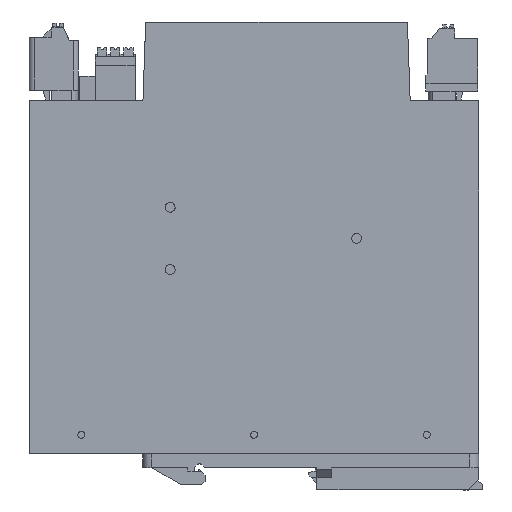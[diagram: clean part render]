
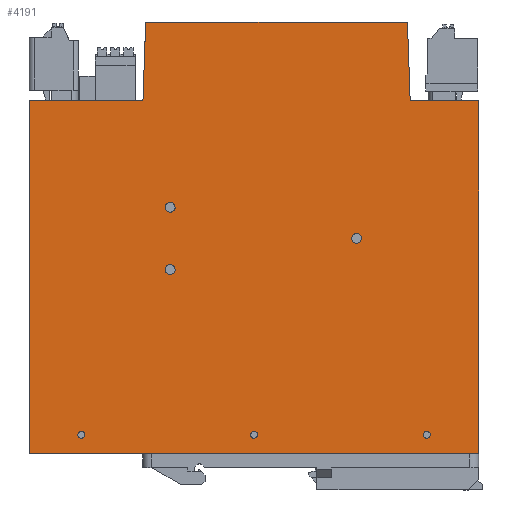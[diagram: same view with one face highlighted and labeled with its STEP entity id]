
A CAD part, left-side view. The second image highlights one B-rep face of the part: STEP entity #4191.
In plain terms, the highlighted planar face has unit normal (-1, 0, 0).
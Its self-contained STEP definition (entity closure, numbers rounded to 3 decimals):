
#4022=AXIS2_PLACEMENT_3D('Plane Axis2P3D',#4019,#4020,#4021) ;
#4085=AXIS2_PLACEMENT_3D('Circle Axis2P3D',#4083,#4084,$) ;
#4094=AXIS2_PLACEMENT_3D('Circle Axis2P3D',#4092,#4093,$) ;
#4103=AXIS2_PLACEMENT_3D('Circle Axis2P3D',#4101,#4102,$) ;
#4112=AXIS2_PLACEMENT_3D('Circle Axis2P3D',#4110,#4111,$) ;
#4121=AXIS2_PLACEMENT_3D('Circle Axis2P3D',#4119,#4120,$) ;
#4130=AXIS2_PLACEMENT_3D('Circle Axis2P3D',#4128,#4129,$) ;
#4139=AXIS2_PLACEMENT_3D('Circle Axis2P3D',#4137,#4138,$) ;
#4148=AXIS2_PLACEMENT_3D('Circle Axis2P3D',#4146,#4147,$) ;
#4157=AXIS2_PLACEMENT_3D('Circle Axis2P3D',#4155,#4156,$) ;
#4166=AXIS2_PLACEMENT_3D('Circle Axis2P3D',#4164,#4165,$) ;
#4175=AXIS2_PLACEMENT_3D('Circle Axis2P3D',#4173,#4174,$) ;
#4184=AXIS2_PLACEMENT_3D('Circle Axis2P3D',#4182,#4183,$) ;
#36=CARTESIAN_POINT('Line Origine',(0.,66.2,10.5)) ;
#40=CARTESIAN_POINT('Vertex',(0.,131.2,10.5)) ;
#42=CARTESIAN_POINT('Vertex',(0.,1.2,10.5)) ;
#149=CARTESIAN_POINT('Vertex',(0.,1.2,112.7)) ;
#152=CARTESIAN_POINT('Line Origine',(0.,1.2,61.6)) ;
#1955=CARTESIAN_POINT('Line Origine',(0.,131.2,61.6)) ;
#1959=CARTESIAN_POINT('Vertex',(0.,131.2,112.7)) ;
#4019=CARTESIAN_POINT('Axis2P3D Location',(0.,66.2,72.4)) ;
#4024=CARTESIAN_POINT('Line Origine',(0.,59.7,135.5)) ;
#4028=CARTESIAN_POINT('Vertex',(0.,97.59,135.5)) ;
#4030=CARTESIAN_POINT('Vertex',(0.,21.81,135.5)) ;
#4033=CARTESIAN_POINT('Line Origine',(0.,97.59,135.45)) ;
#4037=CARTESIAN_POINT('Vertex',(0.,97.59,135.4)) ;
#4040=CARTESIAN_POINT('Line Origine',(0.,97.591,135.4)) ;
#4044=CARTESIAN_POINT('Vertex',(0.,97.593,135.4)) ;
#4047=CARTESIAN_POINT('Line Origine',(0.,97.989,124.05)) ;
#4051=CARTESIAN_POINT('Vertex',(0.,98.386,112.7)) ;
#4054=CARTESIAN_POINT('Line Origine',(0.,114.793,112.7)) ;
#4059=CARTESIAN_POINT('Line Origine',(0.,11.107,112.7)) ;
#4063=CARTESIAN_POINT('Vertex',(0.,21.014,112.7)) ;
#4066=CARTESIAN_POINT('Line Origine',(0.,21.412,124.1)) ;
#4083=CARTESIAN_POINT('Axis2P3D Location',(0.,16.2,16.)) ;
#4087=CARTESIAN_POINT('Vertex',(0.,15.717,16.883)) ;
#4089=CARTESIAN_POINT('Vertex',(0.,16.683,15.117)) ;
#4092=CARTESIAN_POINT('Axis2P3D Location',(0.,16.2,16.)) ;
#4101=CARTESIAN_POINT('Axis2P3D Location',(0.,116.2,16.)) ;
#4105=CARTESIAN_POINT('Vertex',(0.,115.717,16.883)) ;
#4107=CARTESIAN_POINT('Vertex',(0.,116.683,15.117)) ;
#4110=CARTESIAN_POINT('Axis2P3D Location',(0.,116.2,16.)) ;
#4119=CARTESIAN_POINT('Axis2P3D Location',(0.,36.5,72.85)) ;
#4123=CARTESIAN_POINT('Vertex',(0.,35.817,74.101)) ;
#4125=CARTESIAN_POINT('Vertex',(0.,37.183,71.599)) ;
#4128=CARTESIAN_POINT('Axis2P3D Location',(0.,36.5,72.85)) ;
#4137=CARTESIAN_POINT('Axis2P3D Location',(0.,90.5,63.85)) ;
#4141=CARTESIAN_POINT('Vertex',(0.,91.183,62.599)) ;
#4143=CARTESIAN_POINT('Vertex',(0.,89.817,65.101)) ;
#4146=CARTESIAN_POINT('Axis2P3D Location',(0.,90.5,63.85)) ;
#4155=CARTESIAN_POINT('Axis2P3D Location',(0.,66.2,16.)) ;
#4159=CARTESIAN_POINT('Vertex',(0.,66.683,15.117)) ;
#4161=CARTESIAN_POINT('Vertex',(0.,65.717,16.883)) ;
#4164=CARTESIAN_POINT('Axis2P3D Location',(0.,66.2,16.)) ;
#4173=CARTESIAN_POINT('Axis2P3D Location',(0.,90.5,81.85)) ;
#4177=CARTESIAN_POINT('Vertex',(0.,89.817,83.101)) ;
#4179=CARTESIAN_POINT('Vertex',(0.,91.183,80.599)) ;
#4182=CARTESIAN_POINT('Axis2P3D Location',(0.,90.5,81.85)) ;
#37=DIRECTION('Vector Direction',(0.,-1.,0.)) ;
#153=DIRECTION('Vector Direction',(0.,0.,-1.)) ;
#1956=DIRECTION('Vector Direction',(0.,0.,1.)) ;
#4020=DIRECTION('Axis2P3D Direction',(1.,-0.,0.)) ;
#4021=DIRECTION('Axis2P3D XDirection',(0.,0.,-1.)) ;
#4025=DIRECTION('Vector Direction',(0.,-1.,0.)) ;
#4034=DIRECTION('Vector Direction',(0.,0.,-1.)) ;
#4041=DIRECTION('Vector Direction',(0.,1.,0.)) ;
#4048=DIRECTION('Vector Direction',(0.,-0.035,0.999)) ;
#4055=DIRECTION('Vector Direction',(0.,-1.,0.)) ;
#4060=DIRECTION('Vector Direction',(0.,-1.,0.)) ;
#4067=DIRECTION('Vector Direction',(0.,-0.035,-0.999)) ;
#4084=DIRECTION('Axis2P3D Direction',(1.,-0.,0.)) ;
#4093=DIRECTION('Axis2P3D Direction',(1.,-0.,0.)) ;
#4102=DIRECTION('Axis2P3D Direction',(1.,-0.,0.)) ;
#4111=DIRECTION('Axis2P3D Direction',(1.,-0.,0.)) ;
#4120=DIRECTION('Axis2P3D Direction',(1.,-0.,0.)) ;
#4129=DIRECTION('Axis2P3D Direction',(1.,-0.,0.)) ;
#4138=DIRECTION('Axis2P3D Direction',(1.,-0.,0.)) ;
#4147=DIRECTION('Axis2P3D Direction',(1.,-0.,0.)) ;
#4156=DIRECTION('Axis2P3D Direction',(1.,-0.,0.)) ;
#4165=DIRECTION('Axis2P3D Direction',(1.,-0.,0.)) ;
#4174=DIRECTION('Axis2P3D Direction',(1.,-0.,0.)) ;
#4183=DIRECTION('Axis2P3D Direction',(1.,-0.,0.)) ;
#38=VECTOR('Line Direction',#37,1.) ;
#154=VECTOR('Line Direction',#153,1.) ;
#1957=VECTOR('Line Direction',#1956,1.) ;
#4026=VECTOR('Line Direction',#4025,1.) ;
#4035=VECTOR('Line Direction',#4034,1.) ;
#4042=VECTOR('Line Direction',#4041,1.) ;
#4049=VECTOR('Line Direction',#4048,1.) ;
#4056=VECTOR('Line Direction',#4055,1.) ;
#4061=VECTOR('Line Direction',#4060,1.) ;
#4068=VECTOR('Line Direction',#4067,1.) ;
#4072=ORIENTED_EDGE('',*,*,#4032,.F.) ;
#4073=ORIENTED_EDGE('',*,*,#4039,.T.) ;
#4074=ORIENTED_EDGE('',*,*,#4046,.F.) ;
#4075=ORIENTED_EDGE('',*,*,#4053,.F.) ;
#4076=ORIENTED_EDGE('',*,*,#4058,.F.) ;
#4077=ORIENTED_EDGE('',*,*,#1961,.F.) ;
#4078=ORIENTED_EDGE('',*,*,#44,.T.) ;
#4079=ORIENTED_EDGE('',*,*,#156,.F.) ;
#4080=ORIENTED_EDGE('',*,*,#4065,.F.) ;
#4081=ORIENTED_EDGE('',*,*,#4070,.F.) ;
#4098=ORIENTED_EDGE('',*,*,#4091,.T.) ;
#4099=ORIENTED_EDGE('',*,*,#4096,.T.) ;
#4116=ORIENTED_EDGE('',*,*,#4109,.T.) ;
#4117=ORIENTED_EDGE('',*,*,#4114,.T.) ;
#4134=ORIENTED_EDGE('',*,*,#4127,.T.) ;
#4135=ORIENTED_EDGE('',*,*,#4132,.T.) ;
#4152=ORIENTED_EDGE('',*,*,#4145,.T.) ;
#4153=ORIENTED_EDGE('',*,*,#4150,.T.) ;
#4170=ORIENTED_EDGE('',*,*,#4163,.T.) ;
#4171=ORIENTED_EDGE('',*,*,#4168,.T.) ;
#4188=ORIENTED_EDGE('',*,*,#4181,.T.) ;
#4189=ORIENTED_EDGE('',*,*,#4186,.T.) ;
#4100=FACE_BOUND('',#4097,.T.) ;
#4118=FACE_BOUND('',#4115,.T.) ;
#4136=FACE_BOUND('',#4133,.T.) ;
#4154=FACE_BOUND('',#4151,.T.) ;
#4172=FACE_BOUND('',#4169,.T.) ;
#4190=FACE_BOUND('',#4187,.T.) ;
#4191=ADVANCED_FACE('STROMVERSORGUNG',(#4082,#4100,#4118,#4136,#4154,#4172,#4190),#4023,.F.) ;
#4086=CIRCLE('generated circle',#4085,1.007) ;
#4095=CIRCLE('generated circle',#4094,1.007) ;
#4104=CIRCLE('generated circle',#4103,1.007) ;
#4113=CIRCLE('generated circle',#4112,1.007) ;
#4122=CIRCLE('generated circle',#4121,1.425) ;
#4131=CIRCLE('generated circle',#4130,1.425) ;
#4140=CIRCLE('generated circle',#4139,1.425) ;
#4149=CIRCLE('generated circle',#4148,1.425) ;
#4158=CIRCLE('generated circle',#4157,1.007) ;
#4167=CIRCLE('generated circle',#4166,1.007) ;
#4176=CIRCLE('generated circle',#4175,1.425) ;
#4185=CIRCLE('generated circle',#4184,1.425) ;
#44=EDGE_CURVE('',#41,#43,#39,.T.) ;
#156=EDGE_CURVE('',#150,#43,#155,.T.) ;
#1961=EDGE_CURVE('',#41,#1960,#1958,.T.) ;
#4032=EDGE_CURVE('',#4029,#4031,#4027,.T.) ;
#4039=EDGE_CURVE('',#4029,#4038,#4036,.T.) ;
#4046=EDGE_CURVE('',#4045,#4038,#4043,.F.) ;
#4053=EDGE_CURVE('',#4052,#4045,#4050,.T.) ;
#4058=EDGE_CURVE('',#1960,#4052,#4057,.T.) ;
#4065=EDGE_CURVE('',#4064,#150,#4062,.T.) ;
#4070=EDGE_CURVE('',#4031,#4064,#4069,.T.) ;
#4091=EDGE_CURVE('',#4088,#4090,#4086,.T.) ;
#4096=EDGE_CURVE('',#4090,#4088,#4095,.T.) ;
#4109=EDGE_CURVE('',#4106,#4108,#4104,.T.) ;
#4114=EDGE_CURVE('',#4108,#4106,#4113,.T.) ;
#4127=EDGE_CURVE('',#4124,#4126,#4122,.T.) ;
#4132=EDGE_CURVE('',#4126,#4124,#4131,.T.) ;
#4145=EDGE_CURVE('',#4142,#4144,#4140,.T.) ;
#4150=EDGE_CURVE('',#4144,#4142,#4149,.T.) ;
#4163=EDGE_CURVE('',#4160,#4162,#4158,.T.) ;
#4168=EDGE_CURVE('',#4162,#4160,#4167,.T.) ;
#4181=EDGE_CURVE('',#4178,#4180,#4176,.T.) ;
#4186=EDGE_CURVE('',#4180,#4178,#4185,.T.) ;
#4071=EDGE_LOOP('',(#4072,#4073,#4074,#4075,#4076,#4077,#4078,#4079,#4080,#4081)) ;
#4097=EDGE_LOOP('',(#4098,#4099)) ;
#4115=EDGE_LOOP('',(#4116,#4117)) ;
#4133=EDGE_LOOP('',(#4134,#4135)) ;
#4151=EDGE_LOOP('',(#4152,#4153)) ;
#4169=EDGE_LOOP('',(#4170,#4171)) ;
#4187=EDGE_LOOP('',(#4188,#4189)) ;
#4082=FACE_OUTER_BOUND('',#4071,.T.) ;
#39=LINE('Line',#36,#38) ;
#155=LINE('Line',#152,#154) ;
#1958=LINE('Line',#1955,#1957) ;
#4027=LINE('Line',#4024,#4026) ;
#4036=LINE('Line',#4033,#4035) ;
#4043=LINE('Line',#4040,#4042) ;
#4050=LINE('Line',#4047,#4049) ;
#4057=LINE('Line',#4054,#4056) ;
#4062=LINE('Line',#4059,#4061) ;
#4069=LINE('Line',#4066,#4068) ;
#4023=PLANE('',#4022) ;
#41=VERTEX_POINT('',#40) ;
#43=VERTEX_POINT('',#42) ;
#150=VERTEX_POINT('',#149) ;
#1960=VERTEX_POINT('',#1959) ;
#4029=VERTEX_POINT('',#4028) ;
#4031=VERTEX_POINT('',#4030) ;
#4038=VERTEX_POINT('',#4037) ;
#4045=VERTEX_POINT('',#4044) ;
#4052=VERTEX_POINT('',#4051) ;
#4064=VERTEX_POINT('',#4063) ;
#4088=VERTEX_POINT('',#4087) ;
#4090=VERTEX_POINT('',#4089) ;
#4106=VERTEX_POINT('',#4105) ;
#4108=VERTEX_POINT('',#4107) ;
#4124=VERTEX_POINT('',#4123) ;
#4126=VERTEX_POINT('',#4125) ;
#4142=VERTEX_POINT('',#4141) ;
#4144=VERTEX_POINT('',#4143) ;
#4160=VERTEX_POINT('',#4159) ;
#4162=VERTEX_POINT('',#4161) ;
#4178=VERTEX_POINT('',#4177) ;
#4180=VERTEX_POINT('',#4179) ;
